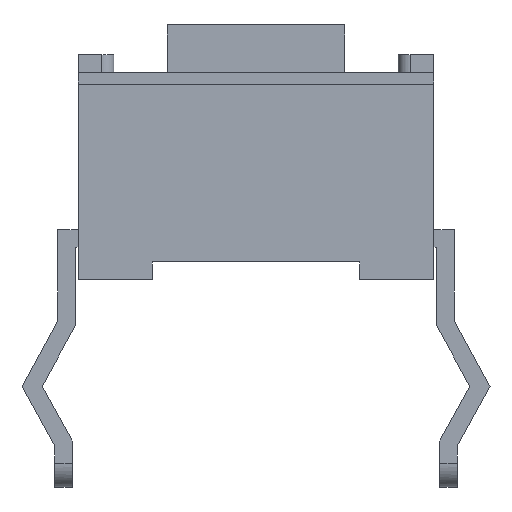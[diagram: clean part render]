
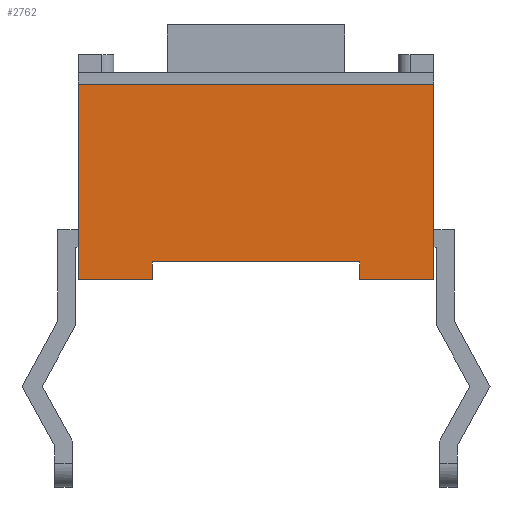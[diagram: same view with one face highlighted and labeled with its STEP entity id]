
A CAD part, front view. The second image highlights one B-rep face of the part: STEP entity #2762.
In plain terms, the highlighted free-form (B-spline) face has degree [1, 1] with [2, 2] control points.
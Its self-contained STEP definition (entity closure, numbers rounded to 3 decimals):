
#2629 = VERTEX_POINT('',#2630);
#2630 = CARTESIAN_POINT('',(-1.75,-1.751,3.8));
#2645 = VERTEX_POINT('',#2646);
#2646 = CARTESIAN_POINT('',(1.75,-1.751,3.8));
#2651 = EDGE_CURVE('',#2645,#2629,#2652,.T.);
#2652 = B_SPLINE_CURVE_WITH_KNOTS('',1,(#2653,#2654),.UNSPECIFIED.,.F.,
  .F.,(2,2),(0.,3.5),.PIECEWISE_BEZIER_KNOTS.);
#2653 = CARTESIAN_POINT('',(1.75,-1.751,3.8));
#2654 = CARTESIAN_POINT('',(-1.75,-1.751,3.8));
#2695 = VERTEX_POINT('',#2696);
#2696 = CARTESIAN_POINT('',(-1.75,-1.751,3.5));
#2703 = EDGE_CURVE('',#2704,#2695,#2706,.T.);
#2704 = VERTEX_POINT('',#2705);
#2705 = CARTESIAN_POINT('',(-3.,-1.751,3.5));
#2706 = B_SPLINE_CURVE_WITH_KNOTS('',1,(#2707,#2708),.UNSPECIFIED.,.F.,
  .F.,(2,2),(0.,1.25),.PIECEWISE_BEZIER_KNOTS.);
#2707 = CARTESIAN_POINT('',(-3.,-1.751,3.5));
#2708 = CARTESIAN_POINT('',(-1.75,-1.751,3.5));
#2731 = VERTEX_POINT('',#2732);
#2732 = CARTESIAN_POINT('',(3.,-1.751,6.8));
#2739 = EDGE_CURVE('',#2740,#2731,#2742,.T.);
#2740 = VERTEX_POINT('',#2741);
#2741 = CARTESIAN_POINT('',(3.,-1.751,3.5));
#2742 = B_SPLINE_CURVE_WITH_KNOTS('',1,(#2743,#2744),.UNSPECIFIED.,.F.,
  .F.,(2,2),(0.,3.3),.PIECEWISE_BEZIER_KNOTS.);
#2743 = CARTESIAN_POINT('',(3.,-1.751,3.5));
#2744 = CARTESIAN_POINT('',(3.,-1.751,6.8));
#2762 = ADVANCED_FACE('',(#2763),#2797,.T.);
#2763 = FACE_BOUND('',#2764,.T.);
#2764 = EDGE_LOOP('',(#2765,#2770,#2771,#2778,#2783,#2784,#2791,#2796));
#2765 = ORIENTED_EDGE('',*,*,#2766,.F.);
#2766 = EDGE_CURVE('',#2629,#2695,#2767,.T.);
#2767 = B_SPLINE_CURVE_WITH_KNOTS('',1,(#2768,#2769),.UNSPECIFIED.,.F.,
  .F.,(2,2),(-0.,0.3),.PIECEWISE_BEZIER_KNOTS.);
#2768 = CARTESIAN_POINT('',(-1.75,-1.751,3.8));
#2769 = CARTESIAN_POINT('',(-1.75,-1.751,3.5));
#2770 = ORIENTED_EDGE('',*,*,#2651,.F.);
#2771 = ORIENTED_EDGE('',*,*,#2772,.T.);
#2772 = EDGE_CURVE('',#2645,#2773,#2775,.T.);
#2773 = VERTEX_POINT('',#2774);
#2774 = CARTESIAN_POINT('',(1.75,-1.751,3.5));
#2775 = B_SPLINE_CURVE_WITH_KNOTS('',1,(#2776,#2777),.UNSPECIFIED.,.F.,
  .F.,(2,2),(-0.,0.3),.PIECEWISE_BEZIER_KNOTS.);
#2776 = CARTESIAN_POINT('',(1.75,-1.751,3.8));
#2777 = CARTESIAN_POINT('',(1.75,-1.751,3.5));
#2778 = ORIENTED_EDGE('',*,*,#2779,.T.);
#2779 = EDGE_CURVE('',#2773,#2740,#2780,.T.);
#2780 = B_SPLINE_CURVE_WITH_KNOTS('',1,(#2781,#2782),.UNSPECIFIED.,.F.,
  .F.,(2,2),(4.75,6.),.PIECEWISE_BEZIER_KNOTS.);
#2781 = CARTESIAN_POINT('',(1.75,-1.751,3.5));
#2782 = CARTESIAN_POINT('',(3.,-1.751,3.5));
#2783 = ORIENTED_EDGE('',*,*,#2739,.T.);
#2784 = ORIENTED_EDGE('',*,*,#2785,.F.);
#2785 = EDGE_CURVE('',#2786,#2731,#2788,.T.);
#2786 = VERTEX_POINT('',#2787);
#2787 = CARTESIAN_POINT('',(-3.,-1.751,6.8));
#2788 = B_SPLINE_CURVE_WITH_KNOTS('',1,(#2789,#2790),.UNSPECIFIED.,.F.,
  .F.,(2,2),(0.,6.),.PIECEWISE_BEZIER_KNOTS.);
#2789 = CARTESIAN_POINT('',(-3.,-1.751,6.8));
#2790 = CARTESIAN_POINT('',(3.,-1.751,6.8));
#2791 = ORIENTED_EDGE('',*,*,#2792,.F.);
#2792 = EDGE_CURVE('',#2704,#2786,#2793,.T.);
#2793 = B_SPLINE_CURVE_WITH_KNOTS('',1,(#2794,#2795),.UNSPECIFIED.,.F.,
  .F.,(2,2),(0.,3.3),.PIECEWISE_BEZIER_KNOTS.);
#2794 = CARTESIAN_POINT('',(-3.,-1.751,3.5));
#2795 = CARTESIAN_POINT('',(-3.,-1.751,6.8));
#2796 = ORIENTED_EDGE('',*,*,#2703,.T.);
#2797 = B_SPLINE_SURFACE_WITH_KNOTS('',1,1,(
    (#2798,#2799)
    ,(#2800,#2801
    )),.UNSPECIFIED.,.F.,.F.,.F.,(2,2),(2,2),(-3.3,0.),(0.,6.),
  .PIECEWISE_BEZIER_KNOTS.);
#2798 = CARTESIAN_POINT('',(-3.,-1.751,6.8));
#2799 = CARTESIAN_POINT('',(3.,-1.751,6.8));
#2800 = CARTESIAN_POINT('',(-3.,-1.751,3.5));
#2801 = CARTESIAN_POINT('',(3.,-1.751,3.5));
